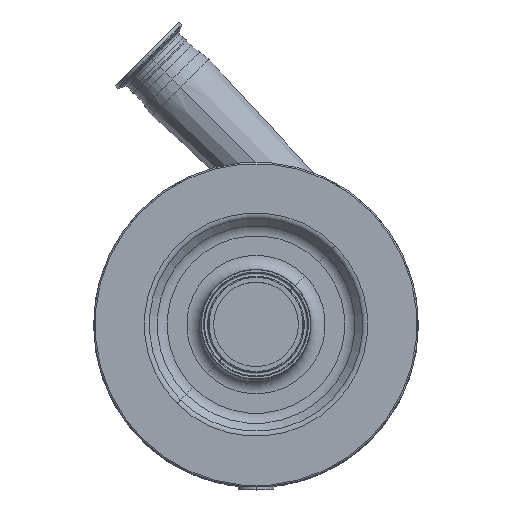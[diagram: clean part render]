
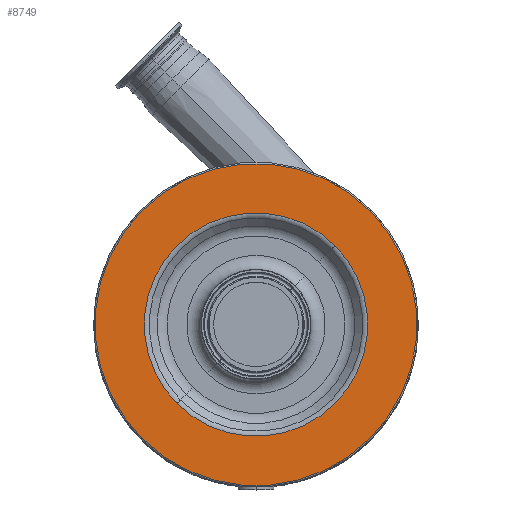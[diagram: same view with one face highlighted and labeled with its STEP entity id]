
A CAD part, top view. The second image highlights one B-rep face of the part: STEP entity #8749.
In plain terms, the highlighted planar face has unit normal (0, 0, 1).
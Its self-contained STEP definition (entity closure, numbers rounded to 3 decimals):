
#848 = CARTESIAN_POINT ( 'NONE',  ( -80.61, -80.61, 227.5 ) ) ;
#1431 = DIRECTION ( 'NONE',  ( 0.707, 0.707, 0. ) ) ;
#3490 = EDGE_CURVE ( 'NONE', #5194, #18855, #14990, .T. ) ;
#4332 = AXIS2_PLACEMENT_3D ( 'NONE', #22012, #20025, #18170 ) ;
#5194 = VERTEX_POINT ( 'NONE', #848 ) ;
#5598 = CARTESIAN_POINT ( 'NONE',  ( 55.912, 55.912, 227.5 ) ) ;
#7284 = PLANE ( 'NONE',  #13573 ) ;
#7600 = AXIS2_PLACEMENT_3D ( 'NONE', #16038, #24136, #14057 ) ;
#7727 = VERTEX_POINT ( 'NONE', #5598 ) ;
#8466 = ORIENTED_EDGE ( 'NONE', *, *, #3490, .F. ) ;
#8749 = ADVANCED_FACE ( 'NONE', ( #23229, #23098 ), #7284, .T. ) ;
#9669 = VERTEX_POINT ( 'NONE', #17614 ) ;
#9705 = EDGE_CURVE ( 'NONE', #7727, #9669, #19055, .T. ) ;
#10601 = ORIENTED_EDGE ( 'NONE', *, *, #9705, .T. ) ;
#10759 = EDGE_CURVE ( 'NONE', #9669, #7727, #22971, .T. ) ;
#13026 = DIRECTION ( 'NONE',  ( 0., -1., 0. ) ) ;
#13323 = ORIENTED_EDGE ( 'NONE', *, *, #10759, .T. ) ;
#13573 = AXIS2_PLACEMENT_3D ( 'NONE', #17236, #15377, #13026 ) ;
#14057 = DIRECTION ( 'NONE',  ( 0.707, 0.707, 0. ) ) ;
#14911 = EDGE_LOOP ( 'NONE', ( #10601, #13323 ) ) ;
#14990 = CIRCLE ( 'NONE', #22611, 114. ) ;
#15377 = DIRECTION ( 'NONE',  ( 0., 0., 1. ) ) ;
#16038 = CARTESIAN_POINT ( 'NONE',  ( 0., 0., 227.5 ) ) ;
#17236 = CARTESIAN_POINT ( 'NONE',  ( -55.912, 55.912, 227.5 ) ) ;
#17614 = CARTESIAN_POINT ( 'NONE',  ( -55.912, -55.912, 227.5 ) ) ;
#17615 = AXIS2_PLACEMENT_3D ( 'NONE', #23710, #21458, #1431 ) ;
#17646 = ORIENTED_EDGE ( 'NONE', *, *, #20778, .F. ) ;
#17940 = CARTESIAN_POINT ( 'NONE',  ( 0., 0., 227.5 ) ) ;
#18170 = DIRECTION ( 'NONE',  ( 0.707, 0.707, 0. ) ) ;
#18498 = CIRCLE ( 'NONE', #17615, 114. ) ;
#18855 = VERTEX_POINT ( 'NONE', #20315 ) ;
#18928 = EDGE_LOOP ( 'NONE', ( #17646, #8466 ) ) ;
#19055 = CIRCLE ( 'NONE', #7600, 79.071 ) ;
#20025 = DIRECTION ( 'NONE',  ( 0., 0., -1. ) ) ;
#20077 = DIRECTION ( 'NONE',  ( 0.707, 0.707, 0. ) ) ;
#20315 = CARTESIAN_POINT ( 'NONE',  ( 80.61, 80.61, 227.5 ) ) ;
#20778 = EDGE_CURVE ( 'NONE', #18855, #5194, #18498, .T. ) ;
#21458 = DIRECTION ( 'NONE',  ( 0., 0., -1. ) ) ;
#22012 = CARTESIAN_POINT ( 'NONE',  ( 0., 0., 227.5 ) ) ;
#22061 = DIRECTION ( 'NONE',  ( 0., 0., -1. ) ) ;
#22611 = AXIS2_PLACEMENT_3D ( 'NONE', #17940, #22061, #20077 ) ;
#22971 = CIRCLE ( 'NONE', #4332, 79.071 ) ;
#23098 = FACE_BOUND ( 'NONE', #14911, .T. ) ;
#23229 = FACE_OUTER_BOUND ( 'NONE', #18928, .T. ) ;
#23710 = CARTESIAN_POINT ( 'NONE',  ( 0., 0., 227.5 ) ) ;
#24136 = DIRECTION ( 'NONE',  ( 0., 0., -1. ) ) ;
